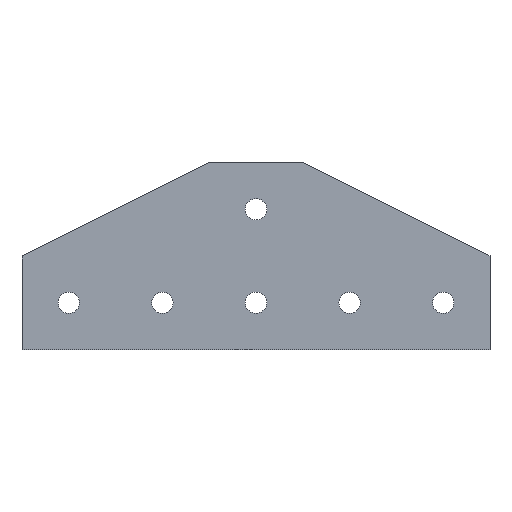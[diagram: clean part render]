
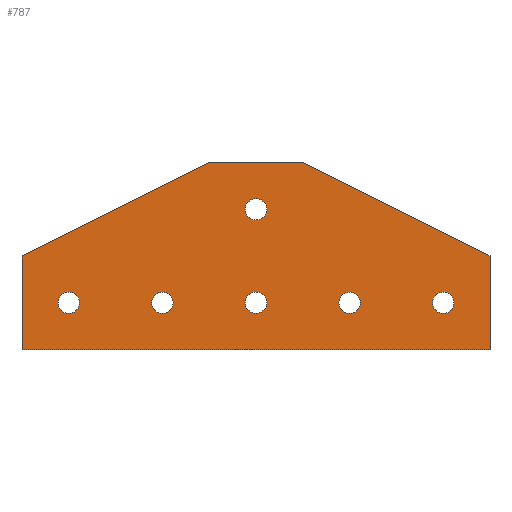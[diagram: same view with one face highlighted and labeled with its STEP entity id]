
A CAD part, top view. The second image highlights one B-rep face of the part: STEP entity #787.
In plain terms, the highlighted planar face has unit normal (0, 0, 1).
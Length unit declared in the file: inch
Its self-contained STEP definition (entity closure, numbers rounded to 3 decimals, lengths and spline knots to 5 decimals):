
#135=CARTESIAN_POINT('',(1.5,0.171,0.25));
#136=VERTEX_POINT('',#135);
#145=CARTESIAN_POINT('',(1.5,-0.171,0.25));
#146=VERTEX_POINT('',#145);
#147=CARTESIAN_POINT('',(1.5,0.0,0.25));
#148=DIRECTION('',(0.0,0.0,-1.0));
#149=DIRECTION('',(0.0,1.0,0.0));
#150=AXIS2_PLACEMENT_3D('',#147,#148,#149);
#151=CIRCLE('',#150,0.171);
#152=EDGE_CURVE('',#146,#136,#151,.T.);
#177=CARTESIAN_POINT('',(0.0,0.171,0.25));
#178=VERTEX_POINT('',#177);
#187=CARTESIAN_POINT('',(0.,-0.171,0.25));
#188=VERTEX_POINT('',#187);
#189=CARTESIAN_POINT('',(0.0,0.0,0.25));
#190=DIRECTION('',(0.0,0.0,-1.0));
#191=DIRECTION('',(0.0,1.0,0.0));
#192=AXIS2_PLACEMENT_3D('',#189,#190,#191);
#193=CIRCLE('',#192,0.171);
#194=EDGE_CURVE('',#188,#178,#193,.T.);
#219=CARTESIAN_POINT('',(6.0,0.171,0.25));
#220=VERTEX_POINT('',#219);
#229=CARTESIAN_POINT('',(6.0,-0.171,0.25));
#230=VERTEX_POINT('',#229);
#231=CARTESIAN_POINT('',(6.0,0.,0.25));
#232=DIRECTION('',(0.0,0.0,-1.0));
#233=DIRECTION('',(0.0,1.0,0.0));
#234=AXIS2_PLACEMENT_3D('',#231,#232,#233);
#235=CIRCLE('',#234,0.171);
#236=EDGE_CURVE('',#230,#220,#235,.T.);
#261=CARTESIAN_POINT('',(4.5,0.171,0.25));
#262=VERTEX_POINT('',#261);
#271=CARTESIAN_POINT('',(4.5,-0.171,0.25));
#272=VERTEX_POINT('',#271);
#273=CARTESIAN_POINT('',(4.5,0.,0.25));
#274=DIRECTION('',(0.0,0.0,-1.0));
#275=DIRECTION('',(0.0,1.0,0.0));
#276=AXIS2_PLACEMENT_3D('',#273,#274,#275);
#277=CIRCLE('',#276,0.171);
#278=EDGE_CURVE('',#272,#262,#277,.T.);
#303=CARTESIAN_POINT('',(3.0,0.171,0.25));
#304=VERTEX_POINT('',#303);
#313=CARTESIAN_POINT('',(3.0,-0.171,0.25));
#314=VERTEX_POINT('',#313);
#315=CARTESIAN_POINT('',(3.0,0.0,0.25));
#316=DIRECTION('',(0.0,0.0,-1.0));
#317=DIRECTION('',(0.0,1.0,0.0));
#318=AXIS2_PLACEMENT_3D('',#315,#316,#317);
#319=CIRCLE('',#318,0.171);
#320=EDGE_CURVE('',#314,#304,#319,.T.);
#345=CARTESIAN_POINT('',(3.0,1.671,0.25));
#346=VERTEX_POINT('',#345);
#355=CARTESIAN_POINT('',(3.0,1.329,0.25));
#356=VERTEX_POINT('',#355);
#357=CARTESIAN_POINT('',(3.0,1.5,0.25));
#358=DIRECTION('',(0.0,0.0,-1.0));
#359=DIRECTION('',(0.0,1.0,0.0));
#360=AXIS2_PLACEMENT_3D('',#357,#358,#359);
#361=CIRCLE('',#360,0.171);
#362=EDGE_CURVE('',#356,#346,#361,.T.);
#396=CARTESIAN_POINT('',(3.0,1.5,0.25));
#397=DIRECTION('',(0.0,0.0,-1.0));
#398=DIRECTION('',(0.0,1.0,0.0));
#399=AXIS2_PLACEMENT_3D('',#396,#397,#398);
#400=CIRCLE('',#399,0.171);
#401=EDGE_CURVE('',#346,#356,#400,.T.);
#420=CARTESIAN_POINT('',(3.0,0.0,0.25));
#421=DIRECTION('',(0.0,0.0,-1.0));
#422=DIRECTION('',(0.0,1.0,0.0));
#423=AXIS2_PLACEMENT_3D('',#420,#421,#422);
#424=CIRCLE('',#423,0.171);
#425=EDGE_CURVE('',#304,#314,#424,.T.);
#444=CARTESIAN_POINT('',(4.5,0.,0.25));
#445=DIRECTION('',(0.0,0.0,-1.0));
#446=DIRECTION('',(0.0,1.0,0.0));
#447=AXIS2_PLACEMENT_3D('',#444,#445,#446);
#448=CIRCLE('',#447,0.171);
#449=EDGE_CURVE('',#262,#272,#448,.T.);
#468=CARTESIAN_POINT('',(6.0,0.,0.25));
#469=DIRECTION('',(0.0,0.0,-1.0));
#470=DIRECTION('',(0.0,1.0,0.0));
#471=AXIS2_PLACEMENT_3D('',#468,#469,#470);
#472=CIRCLE('',#471,0.171);
#473=EDGE_CURVE('',#220,#230,#472,.T.);
#492=CARTESIAN_POINT('',(0.0,0.0,0.25));
#493=DIRECTION('',(0.0,0.0,-1.0));
#494=DIRECTION('',(0.0,1.0,0.0));
#495=AXIS2_PLACEMENT_3D('',#492,#493,#494);
#496=CIRCLE('',#495,0.171);
#497=EDGE_CURVE('',#178,#188,#496,.T.);
#516=CARTESIAN_POINT('',(1.5,0.0,0.25));
#517=DIRECTION('',(0.0,0.0,-1.0));
#518=DIRECTION('',(0.0,1.0,0.0));
#519=AXIS2_PLACEMENT_3D('',#516,#517,#518);
#520=CIRCLE('',#519,0.171);
#521=EDGE_CURVE('',#136,#146,#520,.T.);
#531=CARTESIAN_POINT('',(3.75,2.25,0.25));
#532=VERTEX_POINT('',#531);
#533=CARTESIAN_POINT('',(6.75,0.75,0.25));
#534=VERTEX_POINT('',#533);
#535=CARTESIAN_POINT('',(3.75,2.25,0.25));
#536=DIRECTION('',(0.894,-0.447,0.0));
#537=VECTOR('',#536,3.3541);
#538=LINE('',#535,#537);
#539=EDGE_CURVE('',#532,#534,#538,.T.);
#571=CARTESIAN_POINT('',(6.75,-0.75,0.25));
#572=VERTEX_POINT('',#571);
#573=CARTESIAN_POINT('',(6.75,0.75,0.25));
#574=DIRECTION('',(0.0,-1.0,0.0));
#575=VECTOR('',#574,1.5);
#576=LINE('',#573,#575);
#577=EDGE_CURVE('',#534,#572,#576,.T.);
#602=CARTESIAN_POINT('',(-0.75,-0.75,0.25));
#603=VERTEX_POINT('',#602);
#604=CARTESIAN_POINT('',(6.75,-0.75,0.25));
#605=DIRECTION('',(-1.0,0.0,0.0));
#606=VECTOR('',#605,7.5);
#607=LINE('',#604,#606);
#608=EDGE_CURVE('',#572,#603,#607,.T.);
#633=CARTESIAN_POINT('',(-0.75,0.75,0.25));
#634=VERTEX_POINT('',#633);
#635=CARTESIAN_POINT('',(-0.75,-0.75,0.25));
#636=DIRECTION('',(0.0,1.0,0.0));
#637=VECTOR('',#636,1.5);
#638=LINE('',#635,#637);
#639=EDGE_CURVE('',#603,#634,#638,.T.);
#664=CARTESIAN_POINT('',(2.25,2.25,0.25));
#665=VERTEX_POINT('',#664);
#666=CARTESIAN_POINT('',(-0.75,0.75,0.25));
#667=DIRECTION('',(0.894,0.447,0.0));
#668=VECTOR('',#667,3.3541);
#669=LINE('',#666,#668);
#670=EDGE_CURVE('',#634,#665,#669,.T.);
#695=CARTESIAN_POINT('',(2.25,2.25,0.25));
#696=DIRECTION('',(1.0,0.0,0.0));
#697=VECTOR('',#696,1.5);
#698=LINE('',#695,#697);
#699=EDGE_CURVE('',#665,#532,#698,.T.);
#750=CARTESIAN_POINT('',(3.75,2.25,0.25));
#751=DIRECTION('',(0.0,0.0,-1.0));
#752=DIRECTION('',(0.0,-1.0,0.0));
#753=AXIS2_PLACEMENT_3D('',#750,#751,#752);
#754=PLANE('',#753);
#755=ORIENTED_EDGE('',*,*,#539,.F.);
#756=ORIENTED_EDGE('',*,*,#699,.F.);
#757=ORIENTED_EDGE('',*,*,#670,.F.);
#758=ORIENTED_EDGE('',*,*,#639,.F.);
#759=ORIENTED_EDGE('',*,*,#608,.F.);
#760=ORIENTED_EDGE('',*,*,#577,.F.);
#761=EDGE_LOOP('',(#755,#756,#757,#758,#759,#760));
#762=FACE_OUTER_BOUND('',#761,.T.);
#763=ORIENTED_EDGE('',*,*,#401,.T.);
#764=ORIENTED_EDGE('',*,*,#362,.T.);
#765=EDGE_LOOP('',(#763,#764));
#766=FACE_BOUND('',#765,.T.);
#767=ORIENTED_EDGE('',*,*,#425,.T.);
#768=ORIENTED_EDGE('',*,*,#320,.T.);
#769=EDGE_LOOP('',(#767,#768));
#770=FACE_BOUND('',#769,.T.);
#771=ORIENTED_EDGE('',*,*,#449,.T.);
#772=ORIENTED_EDGE('',*,*,#278,.T.);
#773=EDGE_LOOP('',(#771,#772));
#774=FACE_BOUND('',#773,.T.);
#775=ORIENTED_EDGE('',*,*,#473,.T.);
#776=ORIENTED_EDGE('',*,*,#236,.T.);
#777=EDGE_LOOP('',(#775,#776));
#778=FACE_BOUND('',#777,.T.);
#779=ORIENTED_EDGE('',*,*,#497,.T.);
#780=ORIENTED_EDGE('',*,*,#194,.T.);
#781=EDGE_LOOP('',(#779,#780));
#782=FACE_BOUND('',#781,.T.);
#783=ORIENTED_EDGE('',*,*,#521,.T.);
#784=ORIENTED_EDGE('',*,*,#152,.T.);
#785=EDGE_LOOP('',(#783,#784));
#786=FACE_BOUND('',#785,.T.);
#787=ADVANCED_FACE('',(#762,#766,#770,#774,#778,#782,#786),#754,.F.);
